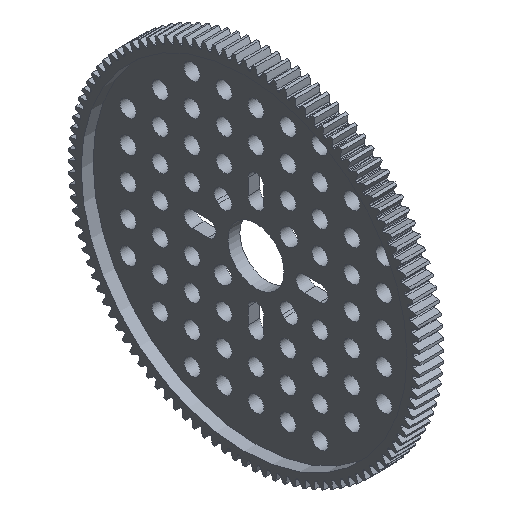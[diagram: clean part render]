
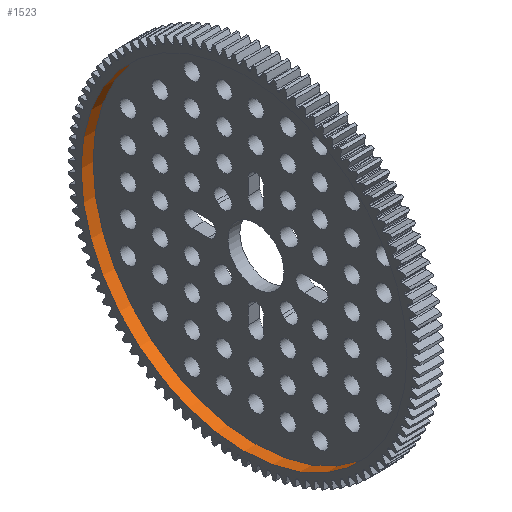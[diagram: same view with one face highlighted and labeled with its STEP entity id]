
A CAD part, isometric view. The second image highlights one B-rep face of the part: STEP entity #1523.
In plain terms, the highlighted cylindrical face has radius 40.774 mm (diameter 81.549 mm), a full revolution.
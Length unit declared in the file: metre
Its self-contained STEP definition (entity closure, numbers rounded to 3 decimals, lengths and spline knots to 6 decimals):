
#1523 = ADVANCED_FACE( 'NONE', ( #3489, #3490 ), #3491, .F. );
#3489 = FACE_OUTER_BOUND( '', #6024, .T. );
#3490 = FACE_OUTER_BOUND( '', #6025, .T. );
#3491 = CYLINDRICAL_SURFACE( '', #6026, 0.040774 );
#6024 = EDGE_LOOP( '', ( #11919 ) );
#6025 = EDGE_LOOP( '', ( #11920 ) );
#6026 = AXIS2_PLACEMENT_3D( '', #11921, #11922, #11923 );
#11919 = ORIENTED_EDGE( '', *, *, #19249, .T. );
#11920 = ORIENTED_EDGE( '', *, *, #18109, .F. );
#11921 = CARTESIAN_POINT( '', ( -0.0005, 0., 0. ) );
#11922 = DIRECTION( '', ( 1., 0., 0. ) );
#11923 = DIRECTION( '', ( 0., -1., 0. ) );
#18109 = EDGE_CURVE( 'NONE', #21519, #21519, #21520, .T. );
#19249 = EDGE_CURVE( 'NONE', #23380, #23380, #23381, .T. );
#21519 = VERTEX_POINT( '', #27061 );
#21520 = CIRCLE( '', #27062, 0.040774 );
#23380 = VERTEX_POINT( '', #31198 );
#23381 = CIRCLE( '', #31199, 0.040774 );
#27061 = CARTESIAN_POINT( '', ( -0.0005, -0.040774, 0. ) );
#27062 = AXIS2_PLACEMENT_3D( '', #36092, #36093, #36094 );
#31198 = CARTESIAN_POINT( '', ( -0.0035, -0.040774, 0. ) );
#31199 = AXIS2_PLACEMENT_3D( '', #37603, #37604, #37605 );
#36092 = CARTESIAN_POINT( '', ( -0.0005, 0., 0. ) );
#36093 = DIRECTION( '', ( -1., 0., 0. ) );
#36094 = DIRECTION( '', ( 0., -1., 0. ) );
#37603 = CARTESIAN_POINT( '', ( -0.0035, 0., 0. ) );
#37604 = DIRECTION( '', ( -1., 0., 0. ) );
#37605 = DIRECTION( '', ( 0., -1., 0. ) );
